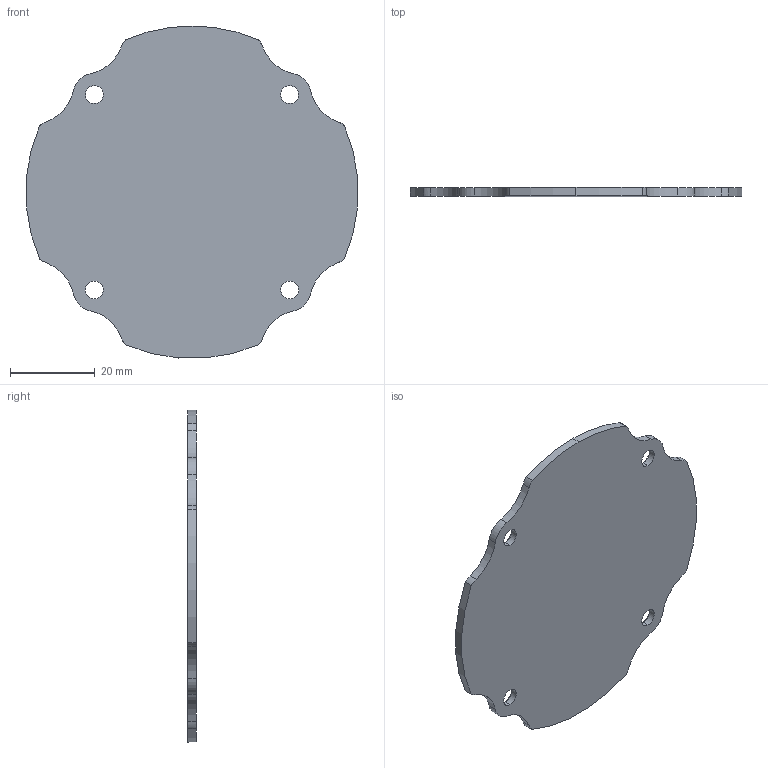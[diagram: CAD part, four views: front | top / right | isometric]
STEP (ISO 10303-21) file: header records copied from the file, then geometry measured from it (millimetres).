
FILE_DESCRIPTION (( 'STEP AP214' ), '1' );
FILE_NAME ('Mass Damper, Block Mass, With Mounting Holes, 2mm Slice.STEP', '2019-01-07T20:17:11', ( '' ), ( '' ), 'SwSTEP 2.0', 'SolidWorks 2017', '' );
FILE_SCHEMA (( 'AUTOMOTIVE_DESIGN' ));
Length unit declared in the file: millimetre
Products named in the file (1): Mass Damper, Block Mass, With Mounting Holes, 2mm Slice
Bounding box: 78 x 2 x 78.13 mm (x, y, z)
Volume: 8972.8 mm3; surface area: 9568.7 mm2
Topology: 1 solids, 1 shells, 43 faces, 115 edges, 74 vertices
Faces by surface type: cylinder 25, cone 8, bspline 8, plane 2
Entity records: 1693 total; most frequent: CARTESIAN_POINT 481, ORIENTED_EDGE 230, DIRECTION 229, EDGE_CURVE 115, AXIS2_PLACEMENT_3D 94, VERTEX_POINT 74, CIRCLE 58, EDGE_LOOP 51
